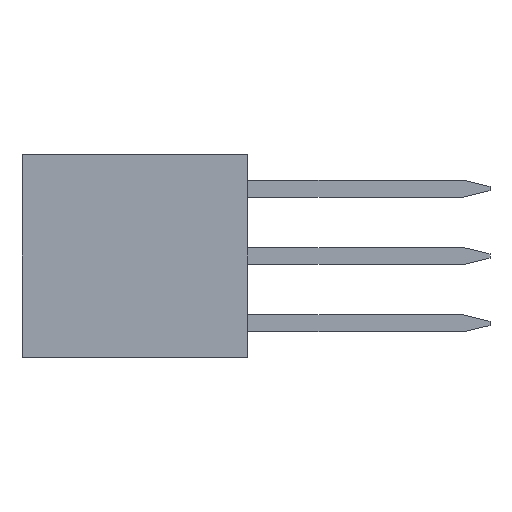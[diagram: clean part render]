
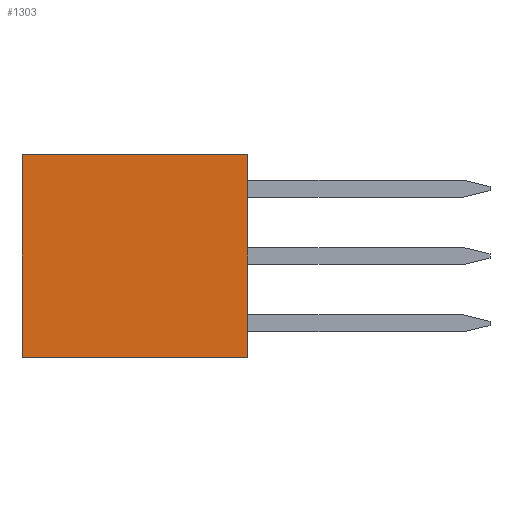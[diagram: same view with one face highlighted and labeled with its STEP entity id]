
A CAD part, left-side view. The second image highlights one B-rep face of the part: STEP entity #1303.
In plain terms, the highlighted planar face has unit normal (-1, 0, 0).
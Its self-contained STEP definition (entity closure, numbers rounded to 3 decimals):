
#73 = ORIENTED_EDGE ( 'NONE', *, *, #1829, .T. ) ;
#82 = VERTEX_POINT ( 'NONE', #2071 ) ;
#173 = PLANE ( 'NONE',  #1491 ) ;
#190 = ORIENTED_EDGE ( 'NONE', *, *, #3390, .T. ) ;
#458 = DIRECTION ( 'NONE',  ( 0., 0., -1. ) ) ;
#709 = VECTOR ( 'NONE', #1610, 1000. ) ;
#1140 = EDGE_CURVE ( 'NONE', #3359, #82, #3126, .T. ) ;
#1232 = VECTOR ( 'NONE', #458, 1000. ) ;
#1303 = ADVANCED_FACE ( 'NONE', ( #2052 ), #173, .F. ) ;
#1491 = AXIS2_PLACEMENT_3D ( 'NONE', #1693, #4270, #2055 ) ;
#1610 = DIRECTION ( 'NONE',  ( 0., -1., 0. ) ) ;
#1624 = VECTOR ( 'NONE', #2434, 1000. ) ;
#1689 = CARTESIAN_POINT ( 'NONE',  ( 0., 0., 7.62 ) ) ;
#1693 = CARTESIAN_POINT ( 'NONE',  ( 0., 0., 2.54 ) ) ;
#1829 = EDGE_CURVE ( 'NONE', #3359, #4043, #3505, .T. ) ;
#2052 = FACE_OUTER_BOUND ( 'NONE', #4288, .T. ) ;
#2055 = DIRECTION ( 'NONE',  ( 0., 0., -1. ) ) ;
#2071 = CARTESIAN_POINT ( 'NONE',  ( 0., -8.5, 7.62 ) ) ;
#2074 = CARTESIAN_POINT ( 'NONE',  ( 0., 0., 0. ) ) ;
#2185 = ORIENTED_EDGE ( 'NONE', *, *, #1140, .F. ) ;
#2241 = CARTESIAN_POINT ( 'NONE',  ( 0., 0., 2.54 ) ) ;
#2434 = DIRECTION ( 'NONE',  ( 0., -1., 0. ) ) ;
#2682 = CARTESIAN_POINT ( 'NONE',  ( 0., -8.5, 2.54 ) ) ;
#2795 = EDGE_CURVE ( 'NONE', #82, #3403, #4085, .T. ) ;
#3126 = LINE ( 'NONE', #4579, #709 ) ;
#3359 = VERTEX_POINT ( 'NONE', #1689 ) ;
#3390 = EDGE_CURVE ( 'NONE', #4043, #3403, #3586, .T. ) ;
#3403 = VERTEX_POINT ( 'NONE', #3541 ) ;
#3505 = LINE ( 'NONE', #2241, #4041 ) ;
#3541 = CARTESIAN_POINT ( 'NONE',  ( 0., -8.5, 0. ) ) ;
#3586 = LINE ( 'NONE', #2074, #1624 ) ;
#3719 = DIRECTION ( 'NONE',  ( 0., 0., -1. ) ) ;
#3937 = CARTESIAN_POINT ( 'NONE',  ( 0., 0., 0. ) ) ;
#4041 = VECTOR ( 'NONE', #3719, 1000. ) ;
#4043 = VERTEX_POINT ( 'NONE', #3937 ) ;
#4085 = LINE ( 'NONE', #2682, #1232 ) ;
#4270 = DIRECTION ( 'NONE',  ( 1., 0., 0. ) ) ;
#4288 = EDGE_LOOP ( 'NONE', ( #190, #4578, #2185, #73 ) ) ;
#4578 = ORIENTED_EDGE ( 'NONE', *, *, #2795, .F. ) ;
#4579 = CARTESIAN_POINT ( 'NONE',  ( 0., 0., 7.62 ) ) ;
